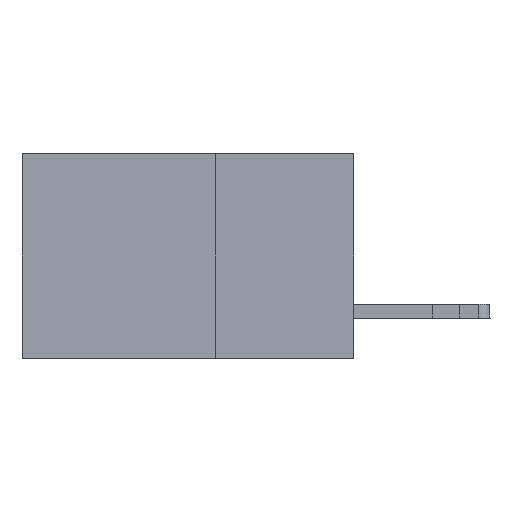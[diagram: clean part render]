
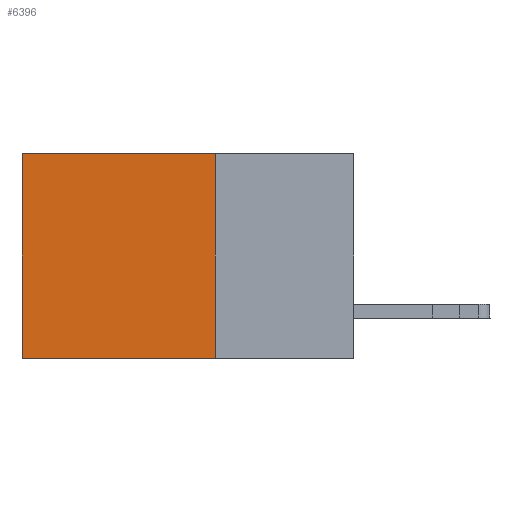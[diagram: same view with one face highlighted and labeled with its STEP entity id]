
A CAD part, left-side view. The second image highlights one B-rep face of the part: STEP entity #6396.
In plain terms, the highlighted planar face has unit normal (-1, 0, 0).
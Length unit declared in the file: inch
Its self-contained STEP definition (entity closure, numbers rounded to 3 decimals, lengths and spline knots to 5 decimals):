
#273 = DIRECTION ( 'NONE',  ( 0., 0., -1. ) ) ;
#280 = CARTESIAN_POINT ( 'NONE',  ( 0.2875, 0.6, 0. ) ) ;
#1224 = DIRECTION ( 'NONE',  ( 0., 0., -1. ) ) ;
#1885 = VECTOR ( 'NONE', #15574, 39.37008 ) ;
#2403 = LINE ( 'NONE', #15598, #1885 ) ;
#2462 = EDGE_CURVE ( 'NONE', #5192, #7898, #2403, .T. ) ;
#2961 = LINE ( 'NONE', #4101, #11572 ) ;
#3407 = EDGE_LOOP ( 'NONE', ( #14965, #19827, #7906, #15422 ) ) ;
#3729 = VECTOR ( 'NONE', #5775, 39.37008 ) ;
#4101 = CARTESIAN_POINT ( 'NONE',  ( 0.2875, 0.25, 0. ) ) ;
#5059 = EDGE_CURVE ( 'NONE', #14871, #7898, #14925, .T. ) ;
#5192 = VERTEX_POINT ( 'NONE', #5695 ) ;
#5695 = CARTESIAN_POINT ( 'NONE',  ( 0.2875, 0.25, -0.37 ) ) ;
#5775 = DIRECTION ( 'NONE',  ( 0., 0., -1. ) ) ;
#6396 = ADVANCED_FACE ( 'NONE', ( #17913 ), #16901, .F. ) ;
#6940 = CARTESIAN_POINT ( 'NONE',  ( 0.2875, 0.6, -0.37 ) ) ;
#7622 = CARTESIAN_POINT ( 'NONE',  ( 0.2875, 0.25, 0. ) ) ;
#7898 = VERTEX_POINT ( 'NONE', #6940 ) ;
#7906 = ORIENTED_EDGE ( 'NONE', *, *, #19839, .F. ) ;
#9283 = AXIS2_PLACEMENT_3D ( 'NONE', #7622, #10910, #1224 ) ;
#10406 = VECTOR ( 'NONE', #273, 39.37008 ) ;
#10910 = DIRECTION ( 'NONE',  ( 1., 0., 0. ) ) ;
#11208 = EDGE_CURVE ( 'NONE', #14190, #14871, #2961, .T. ) ;
#11572 = VECTOR ( 'NONE', #15183, 39.37008 ) ;
#12138 = CARTESIAN_POINT ( 'NONE',  ( 0.2875, 0.25, 0. ) ) ;
#14190 = VERTEX_POINT ( 'NONE', #17456 ) ;
#14871 = VERTEX_POINT ( 'NONE', #15808 ) ;
#14925 = LINE ( 'NONE', #280, #10406 ) ;
#14965 = ORIENTED_EDGE ( 'NONE', *, *, #5059, .T. ) ;
#15183 = DIRECTION ( 'NONE',  ( 0., 1., 0. ) ) ;
#15422 = ORIENTED_EDGE ( 'NONE', *, *, #11208, .T. ) ;
#15574 = DIRECTION ( 'NONE',  ( 0., 1., 0. ) ) ;
#15598 = CARTESIAN_POINT ( 'NONE',  ( 0.2875, 0.25, -0.37 ) ) ;
#15808 = CARTESIAN_POINT ( 'NONE',  ( 0.2875, 0.6, 0. ) ) ;
#16901 = PLANE ( 'NONE',  #9283 ) ;
#17456 = CARTESIAN_POINT ( 'NONE',  ( 0.2875, 0.25, 0. ) ) ;
#17913 = FACE_OUTER_BOUND ( 'NONE', #3407, .T. ) ;
#19827 = ORIENTED_EDGE ( 'NONE', *, *, #2462, .F. ) ;
#19839 = EDGE_CURVE ( 'NONE', #14190, #5192, #20435, .T. ) ;
#20435 = LINE ( 'NONE', #12138, #3729 ) ;
